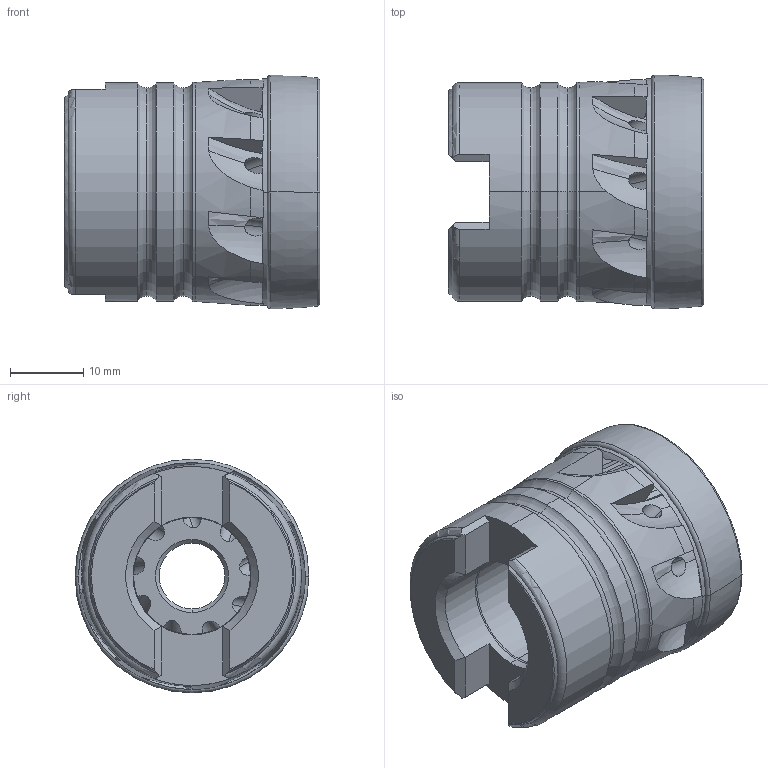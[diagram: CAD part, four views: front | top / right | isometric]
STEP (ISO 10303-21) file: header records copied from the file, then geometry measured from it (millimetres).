
FILE_DESCRIPTION (( 'STEP AP214' ), '1' );
FILE_NAME ('90PP-032-63-9.STEP', '2011-12-16T10:18:04', ( '' ), ( '' ), 'SwSTEP 2.0', 'SolidWorks 2011', '' );
FILE_SCHEMA (( 'AUTOMOTIVE_DESIGN' ));
Length unit declared in the file: millimetre
Products named in the file (1): 90PP-032-63-9
Bounding box: 35 x 32 x 32 mm (x, y, z)
Volume: 17008.8 mm3; surface area: 7612.6 mm2
Topology: 1 solids, 1 shells, 199 faces, 588 edges, 375 vertices
Faces by surface type: plane 74, cylinder 53, cone 42, torus 29, bspline 1
Entity records: 7533 total; most frequent: CARTESIAN_POINT 2603, ORIENTED_EDGE 1176, DIRECTION 899, EDGE_CURVE 588, VERTEX_POINT 375, AXIS2_PLACEMENT_3D 369, EDGE_LOOP 203, FACE_OUTER_BOUND 199
